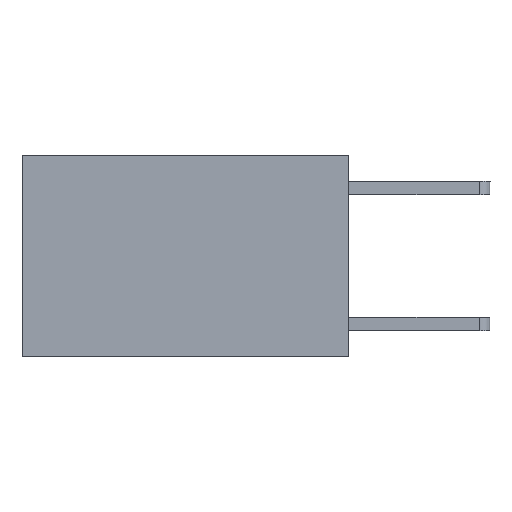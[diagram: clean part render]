
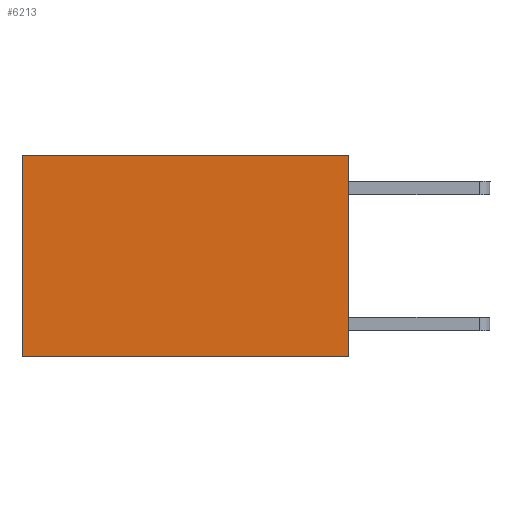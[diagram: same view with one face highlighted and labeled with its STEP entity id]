
A CAD part, left-side view. The second image highlights one B-rep face of the part: STEP entity #6213.
In plain terms, the highlighted planar face has unit normal (-1, 0, 0).
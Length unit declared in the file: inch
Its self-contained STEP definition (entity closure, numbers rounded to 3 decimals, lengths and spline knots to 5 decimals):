
#418 = ORIENTED_EDGE ( 'NONE', *, *, #1305, .T. ) ;
#456 = CARTESIAN_POINT ( 'NONE',  ( 0.2625, 0.6, 0. ) ) ;
#841 = CARTESIAN_POINT ( 'NONE',  ( 0.2625, 0., 0. ) ) ;
#1020 = LINE ( 'NONE', #1065, #2878 ) ;
#1065 = CARTESIAN_POINT ( 'NONE',  ( 0.2625, 0., -0.37 ) ) ;
#1305 = EDGE_CURVE ( 'NONE', #1813, #7215, #6210, .T. ) ;
#1443 = VECTOR ( 'NONE', #4993, 39.37008 ) ;
#1813 = VERTEX_POINT ( 'NONE', #456 ) ;
#1847 = VECTOR ( 'NONE', #7629, 39.37008 ) ;
#1973 = ORIENTED_EDGE ( 'NONE', *, *, #6351, .F. ) ;
#2803 = ORIENTED_EDGE ( 'NONE', *, *, #3132, .F. ) ;
#2878 = VECTOR ( 'NONE', #5459, 39.37008 ) ;
#3093 = CARTESIAN_POINT ( 'NONE',  ( 0.2625, 0., 0. ) ) ;
#3132 = EDGE_CURVE ( 'NONE', #5226, #6528, #7065, .T. ) ;
#3565 = PLANE ( 'NONE',  #5214 ) ;
#3716 = EDGE_LOOP ( 'NONE', ( #418, #1973, #2803, #4309 ) ) ;
#3851 = CARTESIAN_POINT ( 'NONE',  ( 0.2625, 0.6, 0. ) ) ;
#4309 = ORIENTED_EDGE ( 'NONE', *, *, #5207, .T. ) ;
#4579 = CARTESIAN_POINT ( 'NONE',  ( 0.2625, 0., 0. ) ) ;
#4993 = DIRECTION ( 'NONE',  ( 0., 0., -1. ) ) ;
#5207 = EDGE_CURVE ( 'NONE', #5226, #1813, #7680, .T. ) ;
#5214 = AXIS2_PLACEMENT_3D ( 'NONE', #7076, #6478, #6521 ) ;
#5226 = VERTEX_POINT ( 'NONE', #841 ) ;
#5431 = VECTOR ( 'NONE', #5583, 39.37008 ) ;
#5459 = DIRECTION ( 'NONE',  ( 0., 1., 0. ) ) ;
#5583 = DIRECTION ( 'NONE',  ( 0., 0., -1. ) ) ;
#5990 = CARTESIAN_POINT ( 'NONE',  ( 0.2625, 0.6, -0.37 ) ) ;
#6210 = LINE ( 'NONE', #3851, #5431 ) ;
#6213 = ADVANCED_FACE ( 'NONE', ( #7695 ), #3565, .F. ) ;
#6351 = EDGE_CURVE ( 'NONE', #6528, #7215, #1020, .T. ) ;
#6478 = DIRECTION ( 'NONE',  ( 1., 0., 0. ) ) ;
#6521 = DIRECTION ( 'NONE',  ( 0., 0., -1. ) ) ;
#6528 = VERTEX_POINT ( 'NONE', #7603 ) ;
#7065 = LINE ( 'NONE', #3093, #1443 ) ;
#7076 = CARTESIAN_POINT ( 'NONE',  ( 0.2625, 0., 0. ) ) ;
#7215 = VERTEX_POINT ( 'NONE', #5990 ) ;
#7603 = CARTESIAN_POINT ( 'NONE',  ( 0.2625, 0., -0.37 ) ) ;
#7629 = DIRECTION ( 'NONE',  ( 0., 1., 0. ) ) ;
#7680 = LINE ( 'NONE', #4579, #1847 ) ;
#7695 = FACE_OUTER_BOUND ( 'NONE', #3716, .T. ) ;
